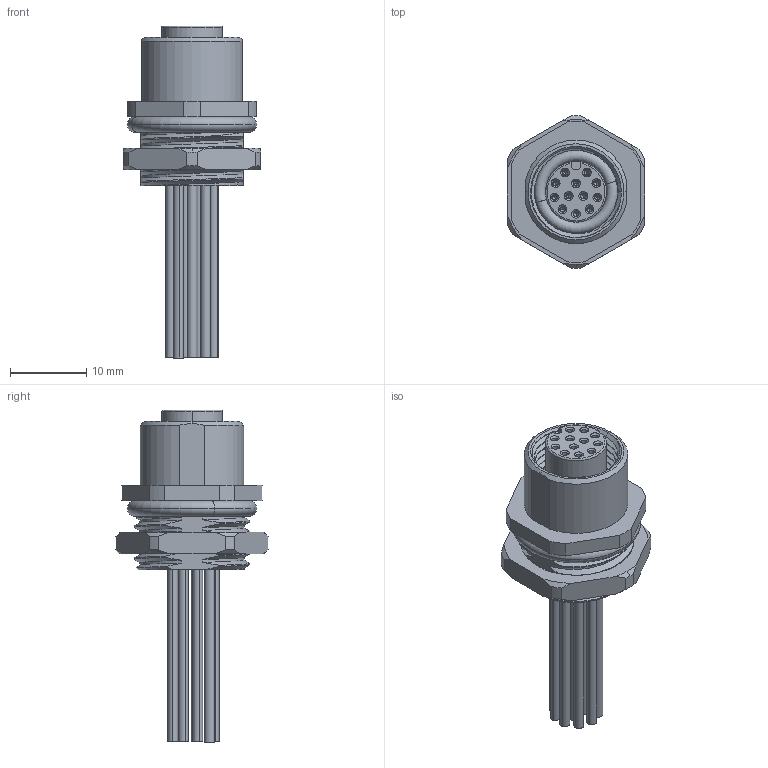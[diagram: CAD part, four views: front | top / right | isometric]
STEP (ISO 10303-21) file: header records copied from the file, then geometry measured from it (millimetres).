
FILE_DESCRIPTION (( 'STEP AP203' ), '1' );
FILE_NAME ('FCR1M12-SA12SSP0002-00.STEP', '2024-08-16T11:26:31', ( '' ), ( '' ), 'SwSTEP 2.0', 'SolidWorks 2021', '' );
FILE_SCHEMA (( 'CONFIG_CONTROL_DESIGN' ));
Length unit declared in the file: millimetre
Products named in the file (1): FCR1M12-SA12SSP0002-00
Bounding box: 18 x 20 x 43.6 mm (x, y, z)
Volume: 3542.6 mm3; surface area: 5327.8 mm2
Topology: 3 solids, 3 shells, 495 faces, 1305 edges, 835 vertices
Faces by surface type: plane 163, cylinder 162, cone 122, bspline 39, torus 9
Entity records: 24688 total; most frequent: CARTESIAN_POINT 12756, ORIENTED_EDGE 2562, DIRECTION 2452, EDGE_CURVE 1281, AXIS2_PLACEMENT_3D 977, VERTEX_POINT 835, EDGE_LOOP 552, CIRCLE 520
